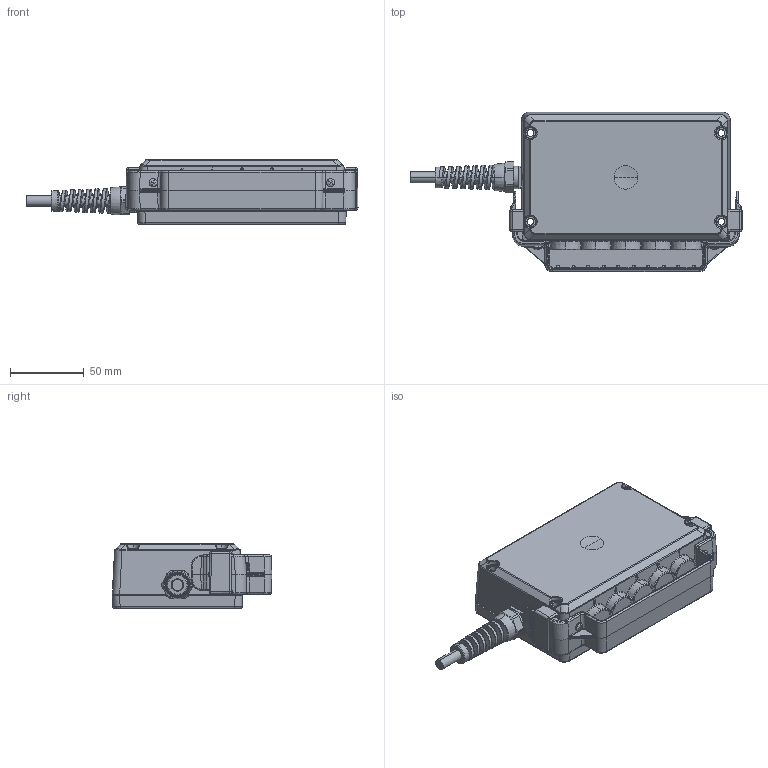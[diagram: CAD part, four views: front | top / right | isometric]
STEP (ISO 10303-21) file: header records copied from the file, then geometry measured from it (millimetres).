
FILE_DESCRIPTION (( 'STEP AP203' ), '1' );
FILE_NAME ('Cu 155.STEP', '2013-05-29T09:50:28', ( 'admin' ), ( 'Hewlett-Packard Company' ), 'SwSTEP 2.0', 'SolidWorks 2012', '' );
FILE_SCHEMA (( 'CONFIG_CONTROL_DESIGN' ));
Length unit declared in the file: millimetre
Products named in the file (1): Cu 155
Bounding box: 224.37 x 107.73 x 43.6 mm (x, y, z)
Volume: 558222.7 mm3; surface area: 74964.2 mm2
Topology: 1 solids, 2 shells, 1272 faces, 3155 edges, 1906 vertices
Faces by surface type: cylinder 381, plane 361, bspline 341, torus 80, cone 77, sphere 32
Entity records: 53223 total; most frequent: CARTESIAN_POINT 26465, ORIENTED_EDGE 6266, DIRECTION 4861, EDGE_CURVE 3133, VERTEX_POINT 1898, AXIS2_PLACEMENT_3D 1806, EDGE_LOOP 1325, ADVANCED_FACE 1272
